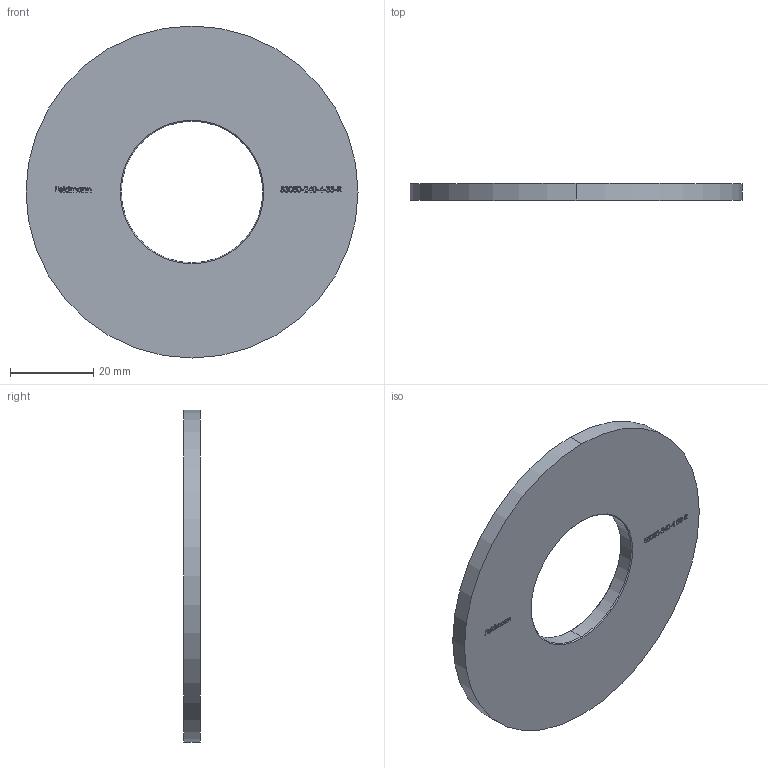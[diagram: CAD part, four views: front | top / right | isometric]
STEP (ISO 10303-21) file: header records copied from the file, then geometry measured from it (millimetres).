
FILE_DESCRIPTION (( 'STEP AP203' ), '1' );
FILE_NAME ('53080-240-4-33-R.step', '2020-10-21T10:55:48', ( '' ), ( '' ), 'SwSTEP 2.0', 'SolidWorks 2018', '' );
FILE_SCHEMA (( 'CONFIG_CONTROL_DESIGN' ));
Length unit declared in the file: millimetre
Products named in the file (2): 53080-240-4-33-R
Bounding box: 80 x 4 x 80 mm (x, y, z)
Volume: 16445.6 mm3; surface area: 9642.1 mm2
Topology: 1 solids, 1 shells, 326 faces, 863 edges, 574 vertices
Faces by surface type: plane 165, bspline 153, cone 4, cylinder 4
Entity records: 18640 total; most frequent: CARTESIAN_POINT 11430, ORIENTED_EDGE 1726, DIRECTION 919, EDGE_CURVE 863, VERTEX_POINT 574, LINE 545, VECTOR 545, EDGE_LOOP 363
